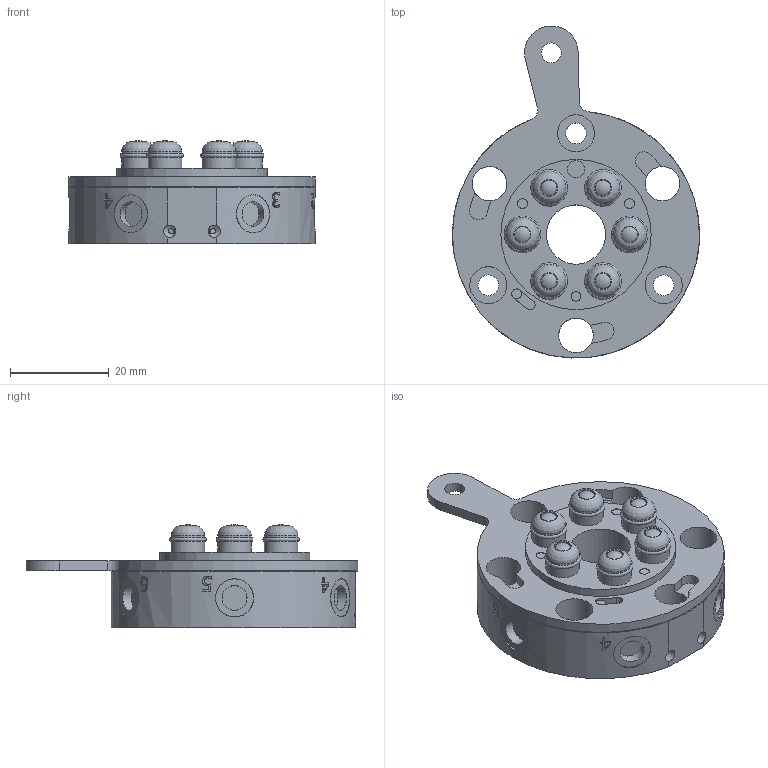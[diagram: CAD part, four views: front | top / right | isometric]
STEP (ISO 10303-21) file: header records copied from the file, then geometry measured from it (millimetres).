
FILE_DESCRIPTION(/* description */ ('SR50-A-MV'),/* implementation_level */ '2;1');
FILE_NAME(/* name */ '0802491.ipt_.step',/* time_stamp */ '2023-09-13T12:37:53+02:00',/* author */ (''),/* organization */ (''),/* preprocessor_version */ 'ST-DEVELOPER v18.1',/* originating_system */ 'Autodesk Inventor 2020',/* authorisation */ '');
FILE_SCHEMA (('AUTOMOTIVE_DESIGN { 1 0 10303 214 3 1 1 }'));
Length unit declared in the file: millimetre
Products named in the file (1): 0802491
Bounding box: 50 x 67.2 x 20.87 mm (x, y, z)
Volume: 23942.2 mm3; surface area: 9761.7 mm2
Topology: 1 solids, 1 shells, 330 faces, 885 edges, 614 vertices
Faces by surface type: plane 119, cylinder 98, bspline 71, cone 24, torus 12, sphere 6
Full cylindrical faces by diameter (mm): 2 x3, 2.5 x2, 3.18 x6, 3.2 x6, 3.5 x1, 4 x1, 4.2 x3, 5 x6, 5.5 x3, 6 x3, 6.8 x12, 7 x3, 7.5 x3, 12 x1, 14 x1, 30.4 x1
Entity records: 28882 total; most frequent: CARTESIAN_POINT 20578, ORIENTED_EDGE 1770, DIRECTION 1650, EDGE_CURVE 885, AXIS2_PLACEMENT_3D 661, VERTEX_POINT 614, EDGE_LOOP 407, CIRCLE 399
